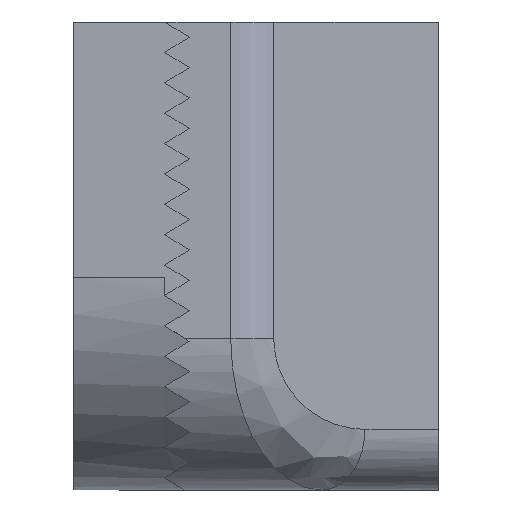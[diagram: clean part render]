
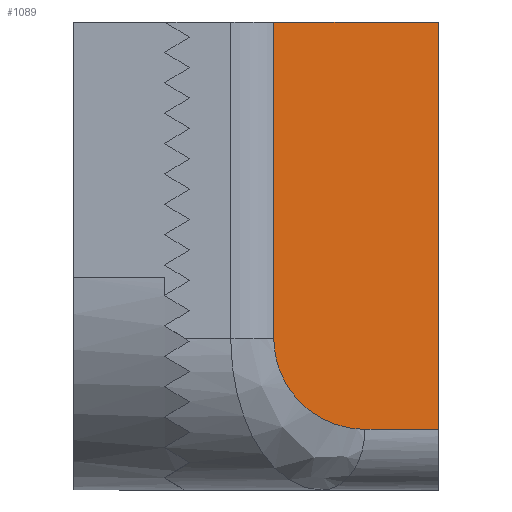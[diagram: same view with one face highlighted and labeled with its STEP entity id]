
A CAD part, left-side view. The second image highlights one B-rep face of the part: STEP entity #1089.
In plain terms, the highlighted planar face has unit normal (-0.707, -0.707, 0).
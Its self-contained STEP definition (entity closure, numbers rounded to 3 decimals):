
#5 = DIRECTION ( 'NONE',  ( 0.707, 0.707, 0. ) ) ;
#13 = PLANE ( 'NONE',  #159 ) ;
#15 = DIRECTION ( 'NONE',  ( -0.707, 0.707, 0. ) ) ;
#17 = CARTESIAN_POINT ( 'NONE',  ( -7.75, 3., 7.7 ) ) ;
#29 =( BOUNDED_CURVE ( )  B_SPLINE_CURVE ( 3, ( #1518, #1520, #1508, #1517 ),
 .UNSPECIFIED., .F., .F. ) 
 B_SPLINE_CURVE_WITH_KNOTS ( ( 4, 4 ),
 ( 3.142, 4.712 ),
 .UNSPECIFIED. ) 
 CURVE ( )  GEOMETRIC_REPRESENTATION_ITEM ( )  RATIONAL_B_SPLINE_CURVE ( ( 1., 0.805, 0.805, 1. ) ) 
 REPRESENTATION_ITEM ( '' )  );
#132 = EDGE_CURVE ( 'NONE', #2042, #2050, #2155, .T. ) ;
#133 = EDGE_CURVE ( 'NONE', #2040, #2050, #2153, .T. ) ;
#134 = EDGE_CURVE ( 'NONE', #2029, #2040, #29, .T. ) ;
#135 = EDGE_CURVE ( 'NONE', #2030, #2029, #2158, .T. ) ;
#159 = AXIS2_PLACEMENT_3D ( 'NONE', #17, #5, #15 ) ;
#507 = CARTESIAN_POINT ( 'NONE',  ( -7.75, 3., 7.7 ) ) ;
#508 = DIRECTION ( 'NONE',  ( 0.707, -0.707, 0. ) ) ;
#879 = LINE ( 'NONE', #507, #882 ) ;
#882 = VECTOR ( 'NONE', #508, 1000. ) ;
#1034 = ORIENTED_EDGE ( 'NONE', *, *, #132, .F. ) ;
#1035 = ORIENTED_EDGE ( 'NONE', *, *, #1454, .F. ) ;
#1038 = ORIENTED_EDGE ( 'NONE', *, *, #133, .T. ) ;
#1040 = ORIENTED_EDGE ( 'NONE', *, *, #135, .T. ) ;
#1058 = ORIENTED_EDGE ( 'NONE', *, *, #134, .T. ) ;
#1089 = ADVANCED_FACE ( 'NONE', ( #2189 ), #13, .F. ) ;
#1454 = EDGE_CURVE ( 'NONE', #2030, #2042, #879, .T. ) ;
#1508 = CARTESIAN_POINT ( 'NONE',  ( -6.836, 2.086, 1. ) ) ;
#1513 = DIRECTION ( 'NONE',  ( 0., 0., -1. ) ) ;
#1514 = CARTESIAN_POINT ( 'NONE',  ( -7.457, 2.707, 7.7 ) ) ;
#1516 = CARTESIAN_POINT ( 'NONE',  ( -4.75, 0., 7.7 ) ) ;
#1517 = CARTESIAN_POINT ( 'NONE',  ( -5.957, 1.207, 1. ) ) ;
#1518 = CARTESIAN_POINT ( 'NONE',  ( -7.457, 2.707, 2.5 ) ) ;
#1519 = DIRECTION ( 'NONE',  ( 0.707, -0.707, 0. ) ) ;
#1520 = CARTESIAN_POINT ( 'NONE',  ( -7.457, 2.707, 1.621 ) ) ;
#1522 = CARTESIAN_POINT ( 'NONE',  ( -7.75, 3., 1. ) ) ;
#1523 = DIRECTION ( 'NONE',  ( 0., 0., -1. ) ) ;
#1948 = EDGE_LOOP ( 'NONE', ( #1035, #1040, #1058, #1038, #1034 ) ) ;
#2029 = VERTEX_POINT ( 'NONE', #2377 ) ;
#2030 = VERTEX_POINT ( 'NONE', #2378 ) ;
#2040 = VERTEX_POINT ( 'NONE', #2385 ) ;
#2042 = VERTEX_POINT ( 'NONE', #2387 ) ;
#2050 = VERTEX_POINT ( 'NONE', #2395 ) ;
#2153 = LINE ( 'NONE', #1522, #2159 ) ;
#2155 = LINE ( 'NONE', #1516, #2157 ) ;
#2156 = VECTOR ( 'NONE', #1513, 1000. ) ;
#2157 = VECTOR ( 'NONE', #1523, 1000. ) ;
#2158 = LINE ( 'NONE', #1514, #2156 ) ;
#2159 = VECTOR ( 'NONE', #1519, 1000. ) ;
#2189 = FACE_OUTER_BOUND ( 'NONE', #1948, .T. ) ;
#2377 = CARTESIAN_POINT ( 'NONE',  ( -7.457, 2.707, 2.5 ) ) ;
#2378 = CARTESIAN_POINT ( 'NONE',  ( -7.457, 2.707, 7.7 ) ) ;
#2385 = CARTESIAN_POINT ( 'NONE',  ( -5.957, 1.207, 1. ) ) ;
#2387 = CARTESIAN_POINT ( 'NONE',  ( -4.75, 0., 7.7 ) ) ;
#2395 = CARTESIAN_POINT ( 'NONE',  ( -4.75, 0., 1. ) ) ;
